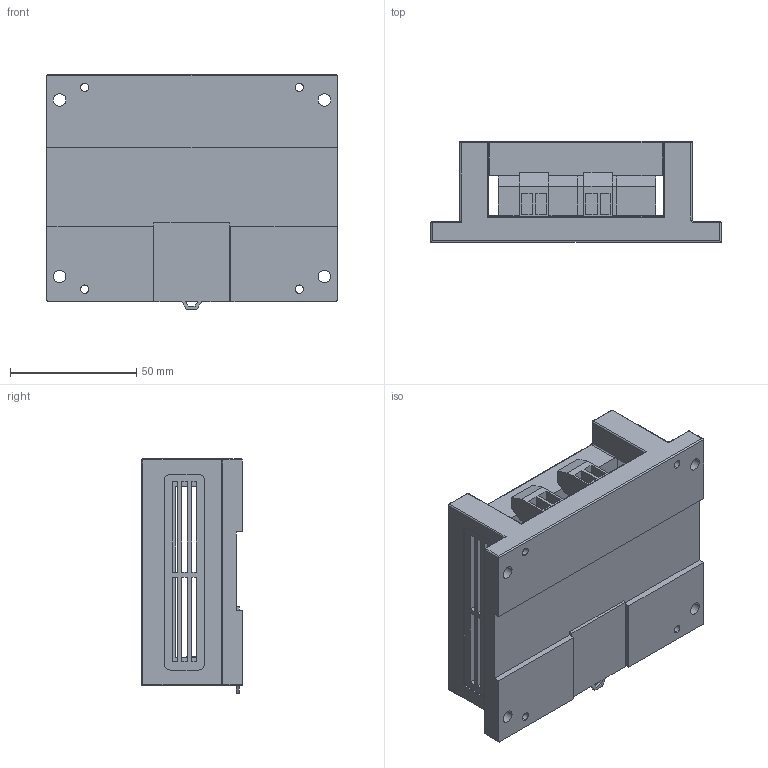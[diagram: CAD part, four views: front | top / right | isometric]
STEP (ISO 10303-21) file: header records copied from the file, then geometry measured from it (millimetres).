
FILE_DESCRIPTION (( 'STEP AP214' ), '1' );
FILE_NAME ('SRCN-C290-4_3D.STEP', '2022-08-22T22:51:16', ( '' ), ( '' ), 'SwSTEP 2.0', 'SolidWorks 2021', '' );
FILE_SCHEMA (( 'AUTOMOTIVE_DESIGN' ));
Length unit declared in the file: inch
Products named in the file (1): SRCN-C290-4_3D
Bounding box: 115 x 40 x 93 mm (x, y, z)
Volume: 205260.3 mm3; surface area: 65854.6 mm2
Topology: 2 solids, 2 shells, 471 faces, 1183 edges, 758 vertices
Faces by surface type: plane 328, cylinder 125, sphere 12, torus 6
Entity records: 17689 total; most frequent: CARTESIAN_POINT 2419, DIRECTION 2353, ORIENTED_EDGE 2342, EDGE_CURVE 1171, LINE 921, VECTOR 921, VERTEX_POINT 758, AXIS2_PLACEMENT_3D 716
